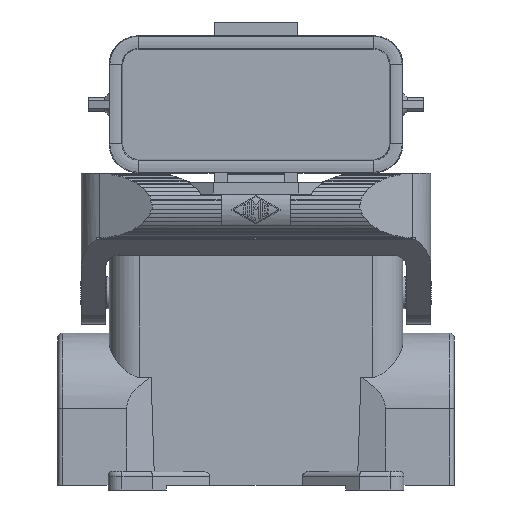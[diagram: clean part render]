
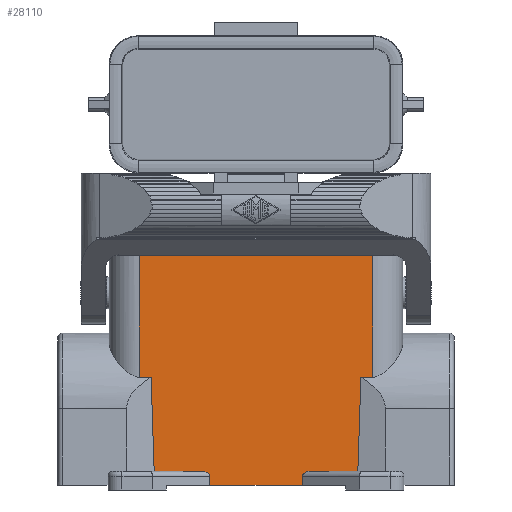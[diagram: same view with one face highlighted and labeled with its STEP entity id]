
A CAD part, front view. The second image highlights one B-rep face of the part: STEP entity #28110.
In plain terms, the highlighted face is planar.
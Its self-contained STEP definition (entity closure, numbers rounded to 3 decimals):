
#6670=CARTESIAN_POINT('',(103.524,43.148,
70.509));
#6680=VERTEX_POINT('',#6670);
#6710=CARTESIAN_POINT('',(47.024,43.148,
70.509));
#6720=DIRECTION('',(1.,0.,0.));
#6730=VECTOR('',#6720,1.);
#6740=LINE('',#6710,#6730);
#6750=CARTESIAN_POINT('',(101.028,43.148,
70.509));
#6760=VERTEX_POINT('',#6750);
#6770=EDGE_CURVE('',#6760,#6680,#6740,.T.);
#17690=CARTESIAN_POINT('',(56.677,43.148,
50.32));
#17700=VERTEX_POINT('',#17690);
#17730=CARTESIAN_POINT('',(58.316,43.148,0.));
#17740=DIRECTION('',(-0.033,0.,0.999));
#17750=VECTOR('',#17740,1.);
#17760=LINE('',#17730,#17750);
#17770=CARTESIAN_POINT('',(56.02,43.148,
70.509));
#17780=VERTEX_POINT('',#17770);
#17790=EDGE_CURVE('',#17700,#17780,#17760,.T.);
#25810=CARTESIAN_POINT('',(88.499,43.148,
49.32));
#25820=VERTEX_POINT('',#25810);
#25850=CARTESIAN_POINT('',(88.499,43.148,0.));
#25860=DIRECTION('',(0.,0.,-1.));
#25870=VECTOR('',#25860,1.);
#25880=LINE('',#25850,#25870);
#25890=CARTESIAN_POINT('',(88.499,43.148,
47.32));
#25900=VERTEX_POINT('',#25890);
#25910=EDGE_CURVE('',#25820,#25900,#25880,.T.);
#27170=CARTESIAN_POINT('',(0.,43.148,98.32));
#27180=DIRECTION('',(-0.,1.,0.));
#27190=DIRECTION('',(1.,0.,0.));
#27200=AXIS2_PLACEMENT_3D('',#27170,#27180,#27190);
#27210=PLANE('',#27200);
#27220=CARTESIAN_POINT('',(53.524,43.148,0.));
#27230=DIRECTION('',(0.,0.,1.));
#27240=VECTOR('',#27230,1.);
#27250=LINE('',#27220,#27240);
#27260=CARTESIAN_POINT('',(53.524,43.148,
70.509));
#27270=VERTEX_POINT('',#27260);
#27280=CARTESIAN_POINT('',(53.524,43.148,
98.32));
#27290=VERTEX_POINT('',#27280);
#27300=EDGE_CURVE('',#27270,#27290,#27250,.T.);
#27310=ORIENTED_EDGE('',*,*,#27300,.T.);
#27320=CARTESIAN_POINT('',(110.024,43.148,
70.509));
#27330=DIRECTION('',(-1.,0.,0.));
#27340=VECTOR('',#27330,1.);
#27350=LINE('',#27320,#27340);
#27360=EDGE_CURVE('',#17780,#27270,#27350,.T.);
#27370=ORIENTED_EDGE('',*,*,#27360,.T.);
#27380=ORIENTED_EDGE('',*,*,#17790,.T.);
#27390=CARTESIAN_POINT('',(0.,43.148,50.32));
#27400=DIRECTION('',(-1.,0.,0.));
#27410=VECTOR('',#27400,1.);
#27420=LINE('',#27390,#27410);
#27430=CARTESIAN_POINT('',(66.993,43.148,
50.32));
#27440=VERTEX_POINT('',#27430);
#27450=EDGE_CURVE('',#27440,#17700,#27420,.T.);
#27460=ORIENTED_EDGE('',*,*,#27450,.T.);
#27470=CARTESIAN_POINT('',(66.993,43.148,
49.32));
#27480=DIRECTION('',(0.,1.,0.));
#27490=DIRECTION('',(1.,0.,0.));
#27500=AXIS2_PLACEMENT_3D('',#27470,#27480,#27490);
#27510=ELLIPSE('',#27500,1.556,1.);
#27520=CARTESIAN_POINT('',(68.549,43.148,
49.32));
#27530=VERTEX_POINT('',#27520);
#27540=EDGE_CURVE('',#27440,#27530,#27510,.T.);
#27550=ORIENTED_EDGE('',*,*,#27540,.F.);
#27560=CARTESIAN_POINT('',(68.549,43.148,0.));
#27570=DIRECTION('',(0.,0.,-1.));
#27580=VECTOR('',#27570,1.);
#27590=LINE('',#27560,#27580);
#27600=CARTESIAN_POINT('',(68.549,43.148,
47.32));
#27610=VERTEX_POINT('',#27600);
#27620=EDGE_CURVE('',#27530,#27610,#27590,.T.);
#27630=ORIENTED_EDGE('',*,*,#27620,.F.);
#27640=CARTESIAN_POINT('',(0.,43.148,47.32));
#27650=DIRECTION('',(-1.,0.,0.));
#27660=VECTOR('',#27650,1.);
#27670=LINE('',#27640,#27660);
#27680=EDGE_CURVE('',#25900,#27610,#27670,.T.);
#27690=ORIENTED_EDGE('',*,*,#27680,.T.);
#27700=ORIENTED_EDGE('',*,*,#25910,.T.);
#27710=CARTESIAN_POINT('',(90.055,43.148,
49.32));
#27720=DIRECTION('',(0.,1.,0.));
#27730=DIRECTION('',(1.,0.,0.));
#27740=AXIS2_PLACEMENT_3D('',#27710,#27720,#27730);
#27750=ELLIPSE('',#27740,1.556,1.);
#27760=CARTESIAN_POINT('',(90.055,43.148,
50.32));
#27770=VERTEX_POINT('',#27760);
#27780=EDGE_CURVE('',#25820,#27770,#27750,.T.);
#27790=ORIENTED_EDGE('',*,*,#27780,.F.);
#27800=CARTESIAN_POINT('',(0.,43.148,50.32));
#27810=DIRECTION('',(1.,0.,0.));
#27820=VECTOR('',#27810,1.);
#27830=LINE('',#27800,#27820);
#27840=CARTESIAN_POINT('',(100.371,43.148,
50.32));
#27850=VERTEX_POINT('',#27840);
#27860=EDGE_CURVE('',#27770,#27850,#27830,.T.);
#27870=ORIENTED_EDGE('',*,*,#27860,.F.);
#27880=CARTESIAN_POINT('',(98.732,43.148,0.));
#27890=DIRECTION('',(0.033,0.,0.999));
#27900=VECTOR('',#27890,1.);
#27910=LINE('',#27880,#27900);
#27920=EDGE_CURVE('',#27850,#6760,#27910,.T.);
#27930=ORIENTED_EDGE('',*,*,#27920,.F.);
#27940=ORIENTED_EDGE('',*,*,#6770,.F.);
#27950=CARTESIAN_POINT('',(103.524,43.148,0.));
#27960=DIRECTION('',(0.,0.,1.));
#27970=VECTOR('',#27960,1.);
#27980=LINE('',#27950,#27970);
#27990=CARTESIAN_POINT('',(103.524,43.148,
98.32));
#28000=VERTEX_POINT('',#27990);
#28010=EDGE_CURVE('',#6680,#28000,#27980,.T.);
#28020=ORIENTED_EDGE('',*,*,#28010,.F.);
#28030=CARTESIAN_POINT('',(0.,43.148,98.32));
#28040=DIRECTION('',(1.,0.,0.));
#28050=VECTOR('',#28040,1.);
#28060=LINE('',#28030,#28050);
#28070=EDGE_CURVE('',#27290,#28000,#28060,.T.);
#28080=ORIENTED_EDGE('',*,*,#28070,.T.);
#28090=EDGE_LOOP('',(#28080,#28020,#27940,#27930,#27870,#27790,#27700,
#27690,#27630,#27550,#27460,#27380,#27370,#27310));
#28100=FACE_OUTER_BOUND('',#28090,.T.);
#28110=ADVANCED_FACE('',(#28100),#27210,.T.);
